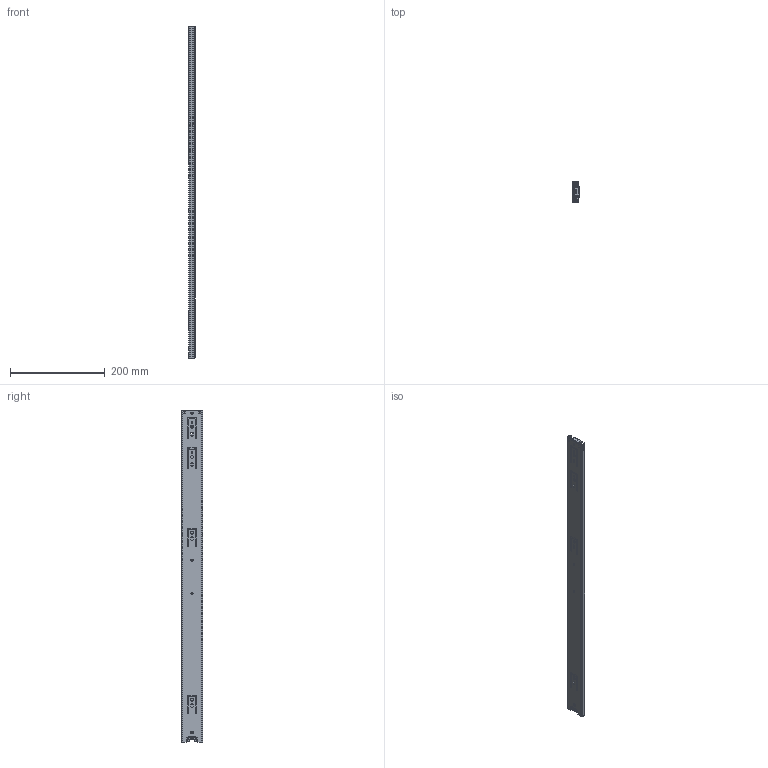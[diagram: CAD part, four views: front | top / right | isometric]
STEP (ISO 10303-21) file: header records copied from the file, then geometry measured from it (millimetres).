
FILE_DESCRIPTION (( 'STEP AP214' ), '1' );
FILE_NAME ('FR_5045.0700mm_28inch_closed.STEP', '2022-10-31T07:18:06', ( '' ), ( '' ), 'SwSTEP 2.0', 'SolidWorks 2020', '' );
FILE_SCHEMA (( 'AUTOMOTIVE_DESIGN' ));
Length unit declared in the file: millimetre
Products named in the file (11): 5045.XXX-01.C000A_NL  700; 5045.XXX-03.C000A_NL  700; 5045 MIDDLE STOP; 5045 DETENT; 5045 RIVET; 5045.XXX-02.C000A_NL  700; 5045 TRIGGER; FR_5045.0700mm_28inch_closed
Assembly tree (10 placements, depth 3):
  FR_5045.0700mm_28inch_closed
    5045.XXX-01.C000A_NL  700
      5045.XXX-01.C000A_NL  700
      5045 DETENT
    5045.XXX-03.C000A_NL  700
      5045.XXX-03.C000A_NL  700
      5045 TRIGGER
      5045 RIVET
    5045.XXX-02.C000A_NL  700
      5045.XXX-02.C000A_NL  700
      5045 MIDDLE STOP
Bounding box: 12.7 x 44.98 x 700 mm (x, y, z)
Volume: 114132.8 mm3; surface area: 222435.1 mm2
Topology: 7 solids, 7 shells, 722 faces, 1851 edges, 1131 vertices
Faces by surface type: plane 378, cylinder 284, bspline 46, torus 8, cone 6
Entity records: 23103 total; most frequent: CARTESIAN_POINT 5030, DIRECTION 3751, ORIENTED_EDGE 3698, EDGE_CURVE 1849, AXIS2_PLACEMENT_3D 1324, VERTEX_POINT 1131, VECTOR 1103, LINE 1103
